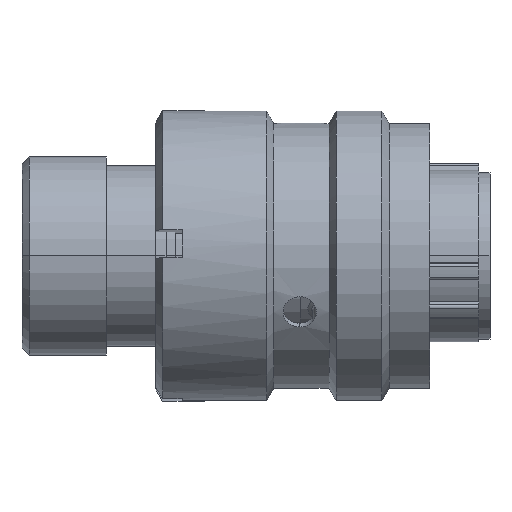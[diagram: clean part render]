
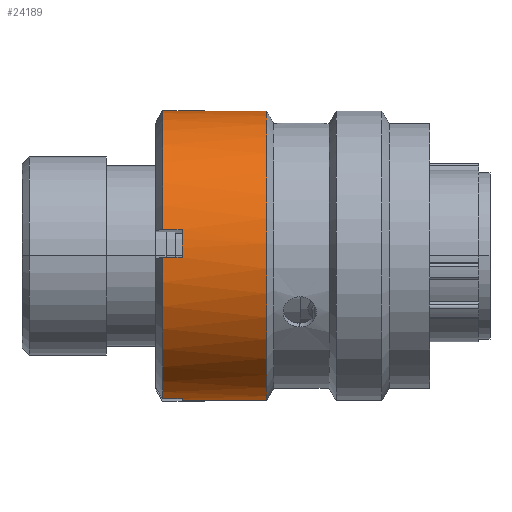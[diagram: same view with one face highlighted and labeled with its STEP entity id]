
A CAD part, top view. The second image highlights one B-rep face of the part: STEP entity #24189.
In plain terms, the highlighted cylindrical face has radius 10.35 mm (diameter 20.7 mm), a partial arc.
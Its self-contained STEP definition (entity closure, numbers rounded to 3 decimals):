
#477 = EDGE_CURVE ( 'NONE', #10960, #8408, #6196, .T. ) ;
#627 = AXIS2_PLACEMENT_3D ( 'NONE', #13429, #30637, #13228 ) ;
#669 = CIRCLE ( 'NONE', #2392, 10.35 ) ;
#1021 = VERTEX_POINT ( 'NONE', #21179 ) ;
#1499 = DIRECTION ( 'NONE',  ( -1., 0., 0. ) ) ;
#1702 = CARTESIAN_POINT ( 'NONE',  ( 11.42, 0., 0. ) ) ;
#1763 = VECTOR ( 'NONE', #7222, 1000. ) ;
#2262 = CARTESIAN_POINT ( 'NONE',  ( 17.44, 10.313, -0.878 ) ) ;
#2392 = AXIS2_PLACEMENT_3D ( 'NONE', #13814, #9082, #21381 ) ;
#2544 = CIRCLE ( 'NONE', #627, 10.35 ) ;
#3471 = VERTEX_POINT ( 'NONE', #25399 ) ;
#3711 = DIRECTION ( 'NONE',  ( -1., 0., 0. ) ) ;
#3747 = FACE_OUTER_BOUND ( 'NONE', #14689, .T. ) ;
#4224 = CARTESIAN_POINT ( 'NONE',  ( 10.02, -10.18, 1.87 ) ) ;
#4507 = ORIENTED_EDGE ( 'NONE', *, *, #29684, .F. ) ;
#4567 = DIRECTION ( 'NONE',  ( 1., 0., 0. ) ) ;
#5328 = DIRECTION ( 'NONE',  ( -1., 0., 0. ) ) ;
#5393 = AXIS2_PLACEMENT_3D ( 'NONE', #20690, #30030, #6161 ) ;
#5616 = CARTESIAN_POINT ( 'NONE',  ( 10.02, 1.87, 10.18 ) ) ;
#5623 = EDGE_CURVE ( 'NONE', #3471, #6342, #21829, .T. ) ;
#5653 = CARTESIAN_POINT ( 'NONE',  ( 11.42, -10.18, 1.87 ) ) ;
#5752 = CARTESIAN_POINT ( 'NONE',  ( 29.07, -10.313, 0.878 ) ) ;
#5813 = EDGE_CURVE ( 'NONE', #1021, #14854, #11536, .T. ) ;
#6045 = DIRECTION ( 'NONE',  ( -1., 0., 0. ) ) ;
#6161 = DIRECTION ( 'NONE',  ( 0., -0.996, 0.085 ) ) ;
#6196 = LINE ( 'NONE', #25165, #23288 ) ;
#6342 = VERTEX_POINT ( 'NONE', #4224 ) ;
#6704 = LINE ( 'NONE', #14833, #1763 ) ;
#7222 = DIRECTION ( 'NONE',  ( 1., 0., 0. ) ) ;
#7669 = VECTOR ( 'NONE', #9618, 1000. ) ;
#8408 = VERTEX_POINT ( 'NONE', #9633 ) ;
#8674 = CIRCLE ( 'NONE', #5393, 10.35 ) ;
#8974 = DIRECTION ( 'NONE',  ( 0., 0.085, 0.996 ) ) ;
#9082 = DIRECTION ( 'NONE',  ( 1., 0., 0. ) ) ;
#9142 = EDGE_CURVE ( 'NONE', #8408, #20391, #2544, .T. ) ;
#9618 = DIRECTION ( 'NONE',  ( -1., 0., 0. ) ) ;
#9633 = CARTESIAN_POINT ( 'NONE',  ( 10.02, 10.349, 0.123 ) ) ;
#9890 = ORIENTED_EDGE ( 'NONE', *, *, #13985, .F. ) ;
#10960 = VERTEX_POINT ( 'NONE', #26072 ) ;
#11427 = VERTEX_POINT ( 'NONE', #17456 ) ;
#11536 = CIRCLE ( 'NONE', #24892, 10.35 ) ;
#11627 = CARTESIAN_POINT ( 'NONE',  ( 10.02, -0.123, 10.349 ) ) ;
#11825 = CARTESIAN_POINT ( 'NONE',  ( 11.42, -0.123, 10.349 ) ) ;
#12192 = EDGE_CURVE ( 'NONE', #10960, #19859, #19363, .T. ) ;
#12746 = EDGE_CURVE ( 'NONE', #24609, #13232, #669, .T. ) ;
#13228 = DIRECTION ( 'NONE',  ( 0., -0.996, 0.085 ) ) ;
#13232 = VERTEX_POINT ( 'NONE', #20714 ) ;
#13429 = CARTESIAN_POINT ( 'NONE',  ( 10.02, 0., 0. ) ) ;
#13468 = ORIENTED_EDGE ( 'NONE', *, *, #22588, .T. ) ;
#13639 = CARTESIAN_POINT ( 'NONE',  ( 11.42, 1.87, 10.18 ) ) ;
#13784 = ORIENTED_EDGE ( 'NONE', *, *, #20997, .T. ) ;
#13814 = CARTESIAN_POINT ( 'NONE',  ( 17.44, 0., 0. ) ) ;
#13985 = EDGE_CURVE ( 'NONE', #11427, #3471, #23384, .T. ) ;
#14153 = CARTESIAN_POINT ( 'NONE',  ( 29.07, 0., 0. ) ) ;
#14317 = CYLINDRICAL_SURFACE ( 'NONE', #26244, 10.35 ) ;
#14689 = EDGE_LOOP ( 'NONE', ( #9890, #13784, #22136, #4507, #28468, #15962, #16803, #28073, #24316, #13468, #16685, #28000 ) ) ;
#14833 = CARTESIAN_POINT ( 'NONE',  ( 29.07, 10.313, -0.878 ) ) ;
#14854 = VERTEX_POINT ( 'NONE', #17087 ) ;
#15962 = ORIENTED_EDGE ( 'NONE', *, *, #477, .T. ) ;
#16179 = AXIS2_PLACEMENT_3D ( 'NONE', #26535, #21731, #28537 ) ;
#16262 = CARTESIAN_POINT ( 'NONE',  ( 11.42, 0., 0. ) ) ;
#16685 = ORIENTED_EDGE ( 'NONE', *, *, #20872, .T. ) ;
#16803 = ORIENTED_EDGE ( 'NONE', *, *, #9142, .T. ) ;
#17087 = CARTESIAN_POINT ( 'NONE',  ( 11.42, 1.87, 10.18 ) ) ;
#17456 = CARTESIAN_POINT ( 'NONE',  ( 11.42, -10.313, 0.878 ) ) ;
#18431 = DIRECTION ( 'NONE',  ( 0., 0.085, 0.996 ) ) ;
#19363 = CIRCLE ( 'NONE', #16179, 10.35 ) ;
#19859 = VERTEX_POINT ( 'NONE', #20151 ) ;
#20151 = CARTESIAN_POINT ( 'NONE',  ( 11.42, 10.313, -0.878 ) ) ;
#20391 = VERTEX_POINT ( 'NONE', #5616 ) ;
#20690 = CARTESIAN_POINT ( 'NONE',  ( 10.02, 0., 0. ) ) ;
#20714 = CARTESIAN_POINT ( 'NONE',  ( 17.44, -10.313, 0.878 ) ) ;
#20872 = EDGE_CURVE ( 'NONE', #22613, #6342, #8674, .T. ) ;
#20997 = EDGE_CURVE ( 'NONE', #11427, #13232, #24610, .T. ) ;
#21179 = CARTESIAN_POINT ( 'NONE',  ( 11.42, -0.123, 10.349 ) ) ;
#21381 = DIRECTION ( 'NONE',  ( 0., 0.996, -0.085 ) ) ;
#21547 = VECTOR ( 'NONE', #27508, 1000. ) ;
#21731 = DIRECTION ( 'NONE',  ( -1., 0., 0. ) ) ;
#21829 = LINE ( 'NONE', #5653, #23737 ) ;
#22136 = ORIENTED_EDGE ( 'NONE', *, *, #12746, .F. ) ;
#22588 = EDGE_CURVE ( 'NONE', #1021, #22613, #29687, .T. ) ;
#22613 = VERTEX_POINT ( 'NONE', #11627 ) ;
#23288 = VECTOR ( 'NONE', #6045, 1000. ) ;
#23384 = CIRCLE ( 'NONE', #28271, 10.35 ) ;
#23737 = VECTOR ( 'NONE', #5328, 1000. ) ;
#24189 = ADVANCED_FACE ( 'NONE', ( #3747 ), #14317, .T. ) ;
#24316 = ORIENTED_EDGE ( 'NONE', *, *, #5813, .F. ) ;
#24609 = VERTEX_POINT ( 'NONE', #2262 ) ;
#24610 = LINE ( 'NONE', #5752, #21547 ) ;
#24892 = AXIS2_PLACEMENT_3D ( 'NONE', #1702, #1499, #18431 ) ;
#25165 = CARTESIAN_POINT ( 'NONE',  ( 11.42, 10.349, 0.123 ) ) ;
#25399 = CARTESIAN_POINT ( 'NONE',  ( 11.42, -10.18, 1.87 ) ) ;
#25864 = DIRECTION ( 'NONE',  ( -1., 0., 0. ) ) ;
#26072 = CARTESIAN_POINT ( 'NONE',  ( 11.42, 10.349, 0.123 ) ) ;
#26240 = LINE ( 'NONE', #13639, #28849 ) ;
#26244 = AXIS2_PLACEMENT_3D ( 'NONE', #14153, #4567, #26529 ) ;
#26512 = EDGE_CURVE ( 'NONE', #14854, #20391, #26240, .T. ) ;
#26529 = DIRECTION ( 'NONE',  ( 0., 0.996, -0.085 ) ) ;
#26535 = CARTESIAN_POINT ( 'NONE',  ( 11.42, 0., 0. ) ) ;
#27508 = DIRECTION ( 'NONE',  ( 1., 0., 0. ) ) ;
#28000 = ORIENTED_EDGE ( 'NONE', *, *, #5623, .F. ) ;
#28073 = ORIENTED_EDGE ( 'NONE', *, *, #26512, .F. ) ;
#28271 = AXIS2_PLACEMENT_3D ( 'NONE', #16262, #25864, #8974 ) ;
#28468 = ORIENTED_EDGE ( 'NONE', *, *, #12192, .F. ) ;
#28537 = DIRECTION ( 'NONE',  ( 0., 0.085, 0.996 ) ) ;
#28849 = VECTOR ( 'NONE', #3711, 1000. ) ;
#29684 = EDGE_CURVE ( 'NONE', #19859, #24609, #6704, .T. ) ;
#29687 = LINE ( 'NONE', #11825, #7669 ) ;
#30030 = DIRECTION ( 'NONE',  ( 1., 0., 0. ) ) ;
#30637 = DIRECTION ( 'NONE',  ( 1., 0., 0. ) ) ;
